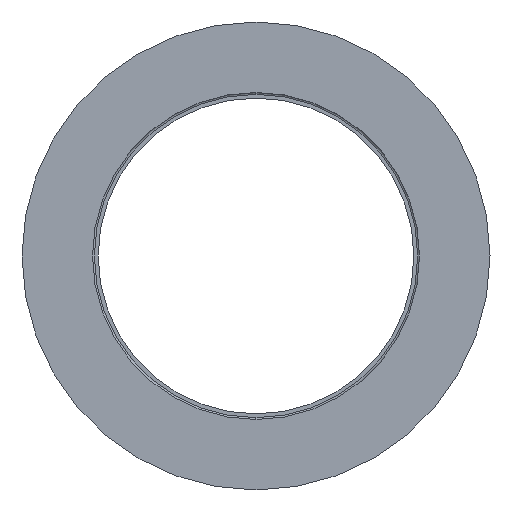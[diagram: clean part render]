
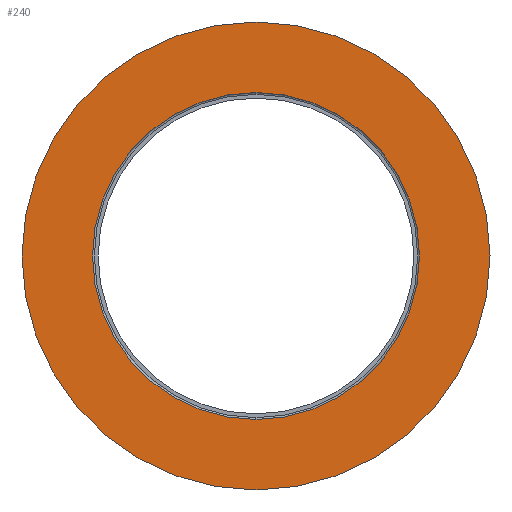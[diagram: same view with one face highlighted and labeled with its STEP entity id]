
A CAD part, left-side view. The second image highlights one B-rep face of the part: STEP entity #240.
In plain terms, the highlighted planar face has unit normal (-1, 0, 0).
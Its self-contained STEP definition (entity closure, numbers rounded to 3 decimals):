
#86 = AXIS2_PLACEMENT_3D ( 'NONE', #110, #123, #138 ) ;
#110 = CARTESIAN_POINT ( 'NONE',  ( -4., 0., 0. ) ) ;
#123 = DIRECTION ( 'NONE',  ( -1., 0., 0. ) ) ;
#138 = DIRECTION ( 'NONE',  ( 0., 0., 1. ) ) ;
#148 = DIRECTION ( 'NONE',  ( 0., 0., 1. ) ) ;
#240 = ADVANCED_FACE ( 'NONE', ( #580, #578 ), #1038, .F. ) ;
#361 = AXIS2_PLACEMENT_3D ( 'NONE', #814, #688, #421 ) ;
#417 = VERTEX_POINT ( 'NONE', #1725 ) ;
#420 = ORIENTED_EDGE ( 'NONE', *, *, #1104, .T. ) ;
#421 = DIRECTION ( 'NONE',  ( 0., 0., 1. ) ) ;
#484 = ORIENTED_EDGE ( 'NONE', *, *, #985, .F. ) ;
#578 = FACE_OUTER_BOUND ( 'NONE', #1320, .T. ) ;
#580 = FACE_BOUND ( 'NONE', #1625, .T. ) ;
#630 = AXIS2_PLACEMENT_3D ( 'NONE', #1785, #957, #148 ) ;
#636 = DIRECTION ( 'NONE',  ( 0., 0., -1. ) ) ;
#642 = CARTESIAN_POINT ( 'NONE',  ( -4., 0., -26.2 ) ) ;
#644 = EDGE_CURVE ( 'NONE', #417, #1151, #919, .T. ) ;
#651 = DIRECTION ( 'NONE',  ( 1., 0., 0. ) ) ;
#683 = AXIS2_PLACEMENT_3D ( 'NONE', #642, #651, #636 ) ;
#688 = DIRECTION ( 'NONE',  ( -1., 0., 0. ) ) ;
#750 = CARTESIAN_POINT ( 'NONE',  ( -4., 0., 0. ) ) ;
#756 = DIRECTION ( 'NONE',  ( -1., 0., 0. ) ) ;
#774 = CIRCLE ( 'NONE', #1169, 37.5 ) ;
#814 = CARTESIAN_POINT ( 'NONE',  ( -4., 0., 0. ) ) ;
#867 = DIRECTION ( 'NONE',  ( 0., 0., 1. ) ) ;
#919 = CIRCLE ( 'NONE', #630, 26.2 ) ;
#956 = VERTEX_POINT ( 'NONE', #1101 ) ;
#957 = DIRECTION ( 'NONE',  ( -1., 0., 0. ) ) ;
#985 = EDGE_CURVE ( 'NONE', #1151, #417, #1246, .T. ) ;
#1001 = ORIENTED_EDGE ( 'NONE', *, *, #1290, .T. ) ;
#1038 = PLANE ( 'NONE',  #683 ) ;
#1084 = ORIENTED_EDGE ( 'NONE', *, *, #644, .F. ) ;
#1101 = CARTESIAN_POINT ( 'NONE',  ( -4., 0., 37.5 ) ) ;
#1104 = EDGE_CURVE ( 'NONE', #956, #1602, #1119, .T. ) ;
#1119 = CIRCLE ( 'NONE', #361, 37.5 ) ;
#1151 = VERTEX_POINT ( 'NONE', #1438 ) ;
#1169 = AXIS2_PLACEMENT_3D ( 'NONE', #750, #756, #867 ) ;
#1246 = CIRCLE ( 'NONE', #86, 26.2 ) ;
#1290 = EDGE_CURVE ( 'NONE', #1602, #956, #774, .T. ) ;
#1320 = EDGE_LOOP ( 'NONE', ( #420, #1001 ) ) ;
#1438 = CARTESIAN_POINT ( 'NONE',  ( -4., 0., 26.2 ) ) ;
#1466 = CARTESIAN_POINT ( 'NONE',  ( -4., 0., -37.5 ) ) ;
#1602 = VERTEX_POINT ( 'NONE', #1466 ) ;
#1625 = EDGE_LOOP ( 'NONE', ( #484, #1084 ) ) ;
#1725 = CARTESIAN_POINT ( 'NONE',  ( -4., 0., -26.2 ) ) ;
#1785 = CARTESIAN_POINT ( 'NONE',  ( -4., 0., 0. ) ) ;
